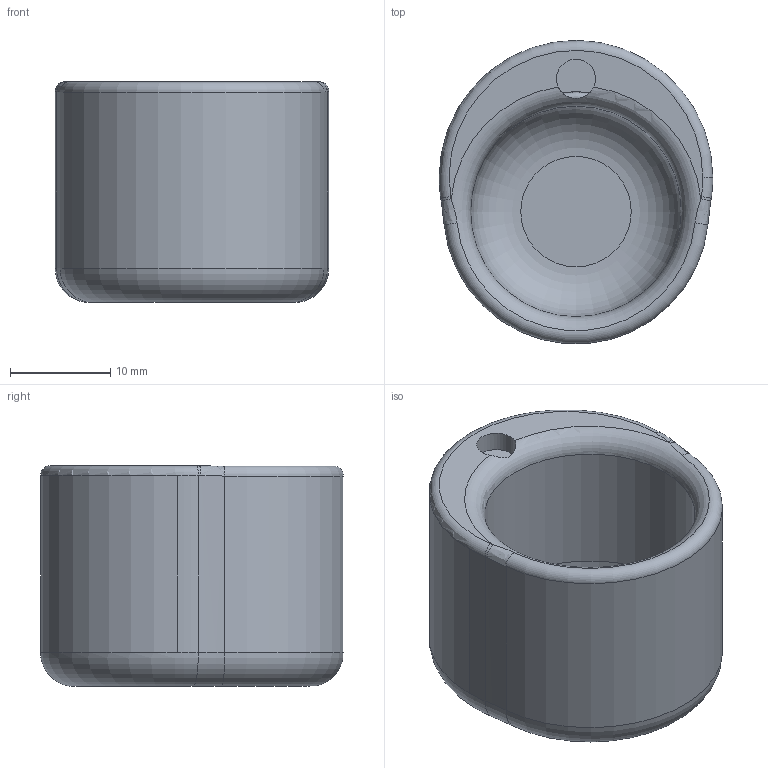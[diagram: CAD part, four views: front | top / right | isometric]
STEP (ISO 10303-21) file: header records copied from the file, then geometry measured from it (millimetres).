
FILE_DESCRIPTION(('HOOPS Exchange Step'),'2;1');
FILE_NAME('temp_export','2025-06-12T16:54:20-04:00',('anwaypimpalkar'),('Shapr3D Limited'),'HOOPS Exchange 2024.2','Shapr3D','Authorized');
FILE_SCHEMA( ('AUTOMOTIVE_DESIGN { 1 0 10303 214 1 1 1 1 }') );
Length unit declared in the file: millimetre
Products named in the file (1): 21mm
Bounding box: 27.26 x 30.18 x 22 mm (x, y, z)
Volume: 6205.3 mm3; surface area: 7148.6 mm2
Topology: 1 solids, 1 shells, 33 faces, 84 edges, 51 vertices
Faces by surface type: torus 17, cylinder 9, plane 4, bspline 3
Full cylindrical faces by diameter (mm): 3.9 x1, 21 x1, 21.8 x1, 23.8 x1
Entity records: 1515 total; most frequent: CARTESIAN_POINT 661, DIRECTION 201, ORIENTED_EDGE 168, AXIS2_PLACEMENT_3D 95, EDGE_CURVE 84, CIRCLE 64, VERTEX_POINT 51, EDGE_LOOP 33
